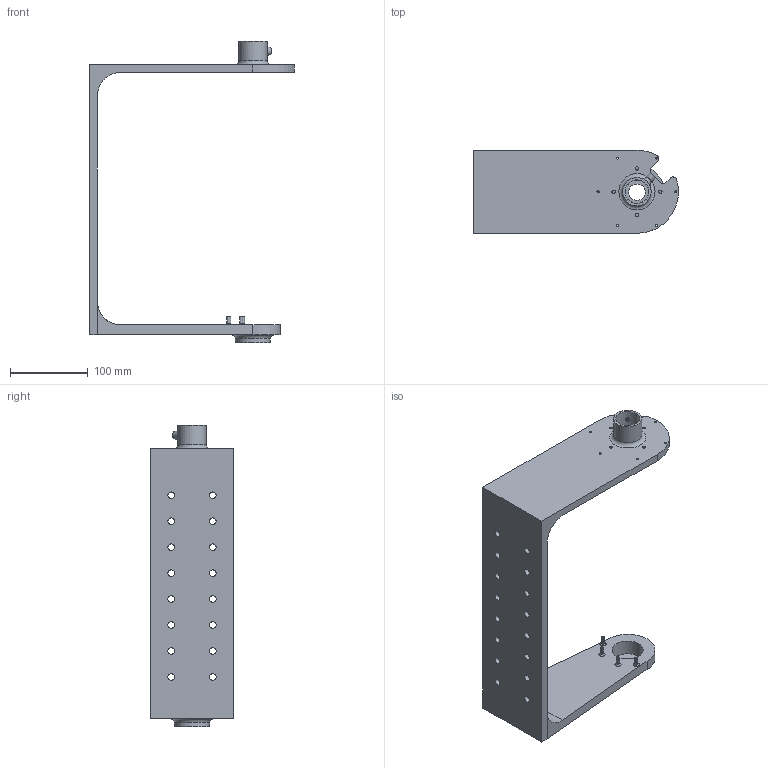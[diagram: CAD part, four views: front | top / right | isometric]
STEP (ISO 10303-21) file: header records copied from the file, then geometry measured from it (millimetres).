
FILE_DESCRIPTION(/* description */ (''),/* implementation_level */ '2;1');
FILE_NAME(/* name */ 'ground body V14.step',/* time_stamp */ '2025-12-24T12:59:14Z',/* author */ (''),/* organization */ (''),/* preprocessor_version */ 'ST-DEVELOPER v20.1',/* originating_system */ 'Autodesk Translation Framework v14.21.0.0',/* authorisation */ '');
FILE_SCHEMA (('AUTOMOTIVE_DESIGN { 1 0 10303 214 3 1 1 }'));
Length unit declared in the file: millimetre
Products named in the file (1): ground body
Bounding box: 263.35 x 106.8 x 387.4 mm (x, y, z)
Volume: 907053.2 mm3; surface area: 194946.7 mm2
Topology: 1 solids, 1 shells, 409 faces, 1178 edges, 784 vertices
Faces by surface type: cylinder 365, plane 27, bspline 11, torus 6
Full cylindrical faces by diameter (mm): 1.623 x68, 2.074 x40, 2.7 x6, 4 x4, 4.234 x8, 4.4 x4, 5.12 x9, 8.6 x16, 10 x1, 21 x1, 30 x1, 30.5 x1, 36.5 x1, 40 x1, 45 x1
Entity records: 31235 total; most frequent: CARTESIAN_POINT 21560, ORIENTED_EDGE 2356, DIRECTION 1447, EDGE_CURVE 1178, VERTEX_POINT 784, B_SPLINE_CURVE_WITH_KNOTS 660, AXIS2_PLACEMENT_3D 530, EDGE_LOOP 480
